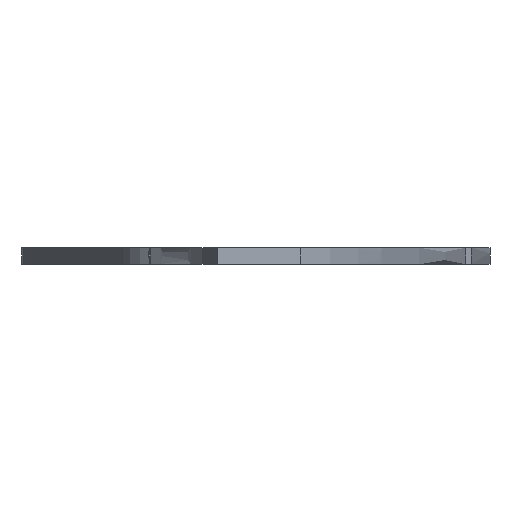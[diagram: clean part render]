
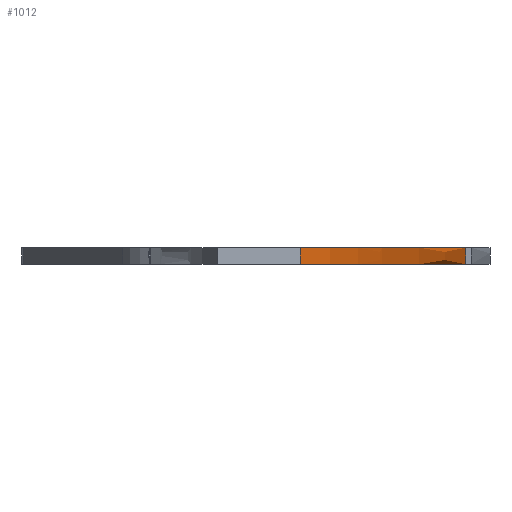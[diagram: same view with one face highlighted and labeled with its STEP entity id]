
A CAD part, left-side view. The second image highlights one B-rep face of the part: STEP entity #1012.
In plain terms, the highlighted face is a extrusion surface.
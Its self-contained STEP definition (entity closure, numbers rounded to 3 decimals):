
#40=CARTESIAN_POINT('Vertex',(7.472,-18.676,3.)) ;
#56=CARTESIAN_POINT('Vertex',(7.472,-18.676,0.)) ;
#59=CARTESIAN_POINT('Line Origine',(7.472,-18.676,1.5)) ;
#931=CARTESIAN_POINT('Vertex',(99.069,-48.783,3.)) ;
#934=CARTESIAN_POINT('Line Origine',(99.069,-48.783,1.5)) ;
#938=CARTESIAN_POINT('Vertex',(99.069,-48.783,0.)) ;
#954=CARTESIAN_POINT('Control Point',(7.472,-18.676,0.)) ;
#955=CARTESIAN_POINT('Control Point',(8.514,-19.616,0.)) ;
#956=CARTESIAN_POINT('Control Point',(9.6,-20.502,0.)) ;
#957=CARTESIAN_POINT('Control Point',(10.718,-21.345,0.)) ;
#958=CARTESIAN_POINT('Control Point',(15.678,-24.839,0.)) ;
#959=CARTESIAN_POINT('Control Point',(21.038,-27.729,0.)) ;
#960=CARTESIAN_POINT('Control Point',(25.149,-29.704,0.)) ;
#961=CARTESIAN_POINT('Control Point',(37.514,-35.001,0.)) ;
#962=CARTESIAN_POINT('Control Point',(50.363,-39.048,0.)) ;
#963=CARTESIAN_POINT('Control Point',(58.765,-41.316,0.)) ;
#964=CARTESIAN_POINT('Control Point',(71.904,-44.339,0.)) ;
#965=CARTESIAN_POINT('Control Point',(85.171,-46.717,0.)) ;
#966=CARTESIAN_POINT('Control Point',(89.796,-47.472,0.)) ;
#967=CARTESIAN_POINT('Control Point',(94.429,-48.159,0.)) ;
#968=CARTESIAN_POINT('Control Point',(99.069,-48.783,0.)) ;
#973=CARTESIAN_POINT('Control Point',(7.472,-18.676,3.)) ;
#974=CARTESIAN_POINT('Control Point',(8.514,-19.616,3.)) ;
#975=CARTESIAN_POINT('Control Point',(9.6,-20.502,3.)) ;
#976=CARTESIAN_POINT('Control Point',(10.718,-21.345,3.)) ;
#977=CARTESIAN_POINT('Control Point',(15.678,-24.839,3.)) ;
#978=CARTESIAN_POINT('Control Point',(21.038,-27.729,3.)) ;
#979=CARTESIAN_POINT('Control Point',(25.149,-29.704,3.)) ;
#980=CARTESIAN_POINT('Control Point',(37.514,-35.001,3.)) ;
#981=CARTESIAN_POINT('Control Point',(50.363,-39.048,3.)) ;
#982=CARTESIAN_POINT('Control Point',(58.765,-41.316,3.)) ;
#983=CARTESIAN_POINT('Control Point',(71.904,-44.339,3.)) ;
#984=CARTESIAN_POINT('Control Point',(85.171,-46.717,3.)) ;
#985=CARTESIAN_POINT('Control Point',(89.796,-47.472,3.)) ;
#986=CARTESIAN_POINT('Control Point',(94.429,-48.159,3.)) ;
#987=CARTESIAN_POINT('Control Point',(99.069,-48.783,3.)) ;
#990=CARTESIAN_POINT('Control Point',(7.472,-18.676,0.)) ;
#991=CARTESIAN_POINT('Control Point',(8.514,-19.616,0.)) ;
#992=CARTESIAN_POINT('Control Point',(9.6,-20.502,0.)) ;
#993=CARTESIAN_POINT('Control Point',(10.718,-21.345,0.)) ;
#994=CARTESIAN_POINT('Control Point',(15.678,-24.839,0.)) ;
#995=CARTESIAN_POINT('Control Point',(21.038,-27.729,0.)) ;
#996=CARTESIAN_POINT('Control Point',(25.149,-29.704,0.)) ;
#997=CARTESIAN_POINT('Control Point',(37.514,-35.001,0.)) ;
#998=CARTESIAN_POINT('Control Point',(50.363,-39.048,0.)) ;
#999=CARTESIAN_POINT('Control Point',(58.765,-41.316,0.)) ;
#1000=CARTESIAN_POINT('Control Point',(71.904,-44.339,0.)) ;
#1001=CARTESIAN_POINT('Control Point',(85.171,-46.717,0.)) ;
#1002=CARTESIAN_POINT('Control Point',(89.796,-47.472,0.)) ;
#1003=CARTESIAN_POINT('Control Point',(94.429,-48.159,0.)) ;
#1004=CARTESIAN_POINT('Control Point',(99.069,-48.783,0.)) ;
#61=VECTOR('Line Direction',#60,1.) ;
#936=VECTOR('Line Direction',#935,1.) ;
#970=VECTOR('Extrusion Surface Vector',#969,1.) ;
#60=DIRECTION('Vector Direction',(0.,0.,1.)) ;
#935=DIRECTION('Vector Direction',(0.,0.,1.)) ;
#969=DIRECTION('Vector Direction',(0.,0.,1.)) ;
#62=LINE('Line',#59,#61) ;
#937=LINE('Line',#934,#936) ;
#63=EDGE_CURVE('',#57,#41,#62,.T.) ;
#940=EDGE_CURVE('',#939,#932,#937,.T.) ;
#988=EDGE_CURVE('',#932,#41,#972,.F.) ;
#1005=EDGE_CURVE('',#939,#57,#989,.F.) ;
#1007=ORIENTED_EDGE('',*,*,#988,.T.) ;
#1008=ORIENTED_EDGE('',*,*,#63,.F.) ;
#1009=ORIENTED_EDGE('',*,*,#1005,.F.) ;
#1010=ORIENTED_EDGE('',*,*,#940,.T.) ;
#1006=EDGE_LOOP('',(#1007,#1008,#1009,#1010)) ;
#41=VERTEX_POINT('',#40) ;
#57=VERTEX_POINT('',#56) ;
#932=VERTEX_POINT('',#931) ;
#939=VERTEX_POINT('',#938) ;
#1012=ADVANCED_FACE('PartBody',(#1011),#971,.T.) ;
#953=B_SPLINE_CURVE_WITH_KNOTS('',5,(#954,#955,#956,#957,#958,#959,#960,#961,#962,#963,#964,#965,#966,#967,#968),.UNSPECIFIED.,.F.,.U.,(6,3,3,3,6),(0.,7.038,30.279,74.157,97.56),.UNSPECIFIED.) ;
#972=B_SPLINE_CURVE_WITH_KNOTS('',5,(#973,#974,#975,#976,#977,#978,#979,#980,#981,#982,#983,#984,#985,#986,#987),.UNSPECIFIED.,.F.,.U.,(6,3,3,3,6),(500000.,500007.048,500030.324,500074.265,500097.703),.UNSPECIFIED.) ;
#989=B_SPLINE_CURVE_WITH_KNOTS('',5,(#990,#991,#992,#993,#994,#995,#996,#997,#998,#999,#1000,#1001,#1002,#1003,#1004),.UNSPECIFIED.,.F.,.U.,(6,3,3,3,6),(500000.,500007.048,500030.324,500074.265,500097.703),.UNSPECIFIED.) ;
#1011=FACE_OUTER_BOUND('',#1006,.T.) ;
#971=SURFACE_OF_LINEAR_EXTRUSION('generated tabulated cylinder',#953,#970) ;
